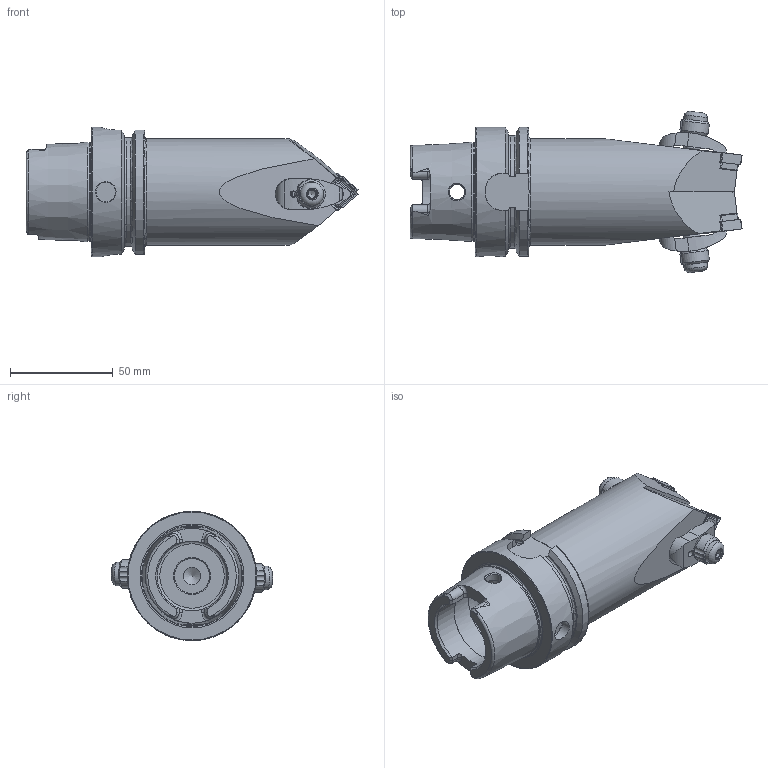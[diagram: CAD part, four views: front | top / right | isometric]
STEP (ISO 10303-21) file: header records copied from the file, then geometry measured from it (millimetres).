
FILE_DESCRIPTION (( 'STEP AP214' ), '1' );
FILE_NAME ('HA6.KCD.NMB.130.STEP', '2020-11-04T07:18:21', ( '' ), ( '' ), 'SwSTEP 2.0', 'SolidWorks 2017', '' );
FILE_SCHEMA (( 'AUTOMOTIVE_DESIGN' ));
Length unit declared in the file: millimetre
Products named in the file (9): HA6-KCD.NMB.130_B; WCC-ER5.102.012_B; WCC-ER5.102.005_A; WCC-ER4.103.032_A; WCD-ER2.101.003_A; HA6.KCD.NMB.130; WCC-ER3.102.024_C; CNMG120404; WCC-ER2.001.010_A
Assembly tree (15 placements, depth 2):
  HA6.KCD.NMB.130
    HA6-KCD.NMB.130_B
    CNMG120404  x2
    WCD-ER2.101.003_A  x2
    WCC-ER2.001.010_A  x2
    WCC-ER5.102.005_A  x2
    WCC-ER4.103.032_A  x2
    WCC-ER3.102.024_C  x2
    WCC-ER5.102.012_B  x2
Bounding box: 161.9 x 78.58 x 63 mm (x, y, z)
Volume: 263440.3 mm3; surface area: 48849.1 mm2
Topology: 15 solids, 15 shells, 500 faces, 1265 edges, 791 vertices
Faces by surface type: plane 192, cylinder 151, cone 88, torus 43, bspline 26
Full cylindrical faces by diameter (mm): 2 x6, 3 x4, 4.2 x4, 5 x4, 5.16 x2, 6 x2, 6.2 x8, 6.4 x2, 6.8 x2, 7 x6, 7.5 x2, 8.4 x1, 8.5 x2, 10 x1, 11.5 x2, 17 x1, 19 x1, 34 x2, 40 x1, 47.941 x1, 52 x1, 63 x1
Entity records: 13079 total; most frequent: CARTESIAN_POINT 4263, ORIENTED_EDGE 1494, DIRECTION 1489, EDGE_CURVE 747, AXIS2_PLACEMENT_3D 591, VERTEX_POINT 512, EDGE_LOOP 449, FACE_OUTER_BOUND 394
